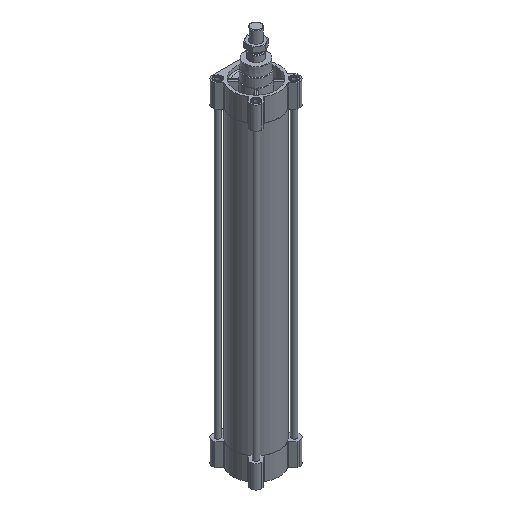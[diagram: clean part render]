
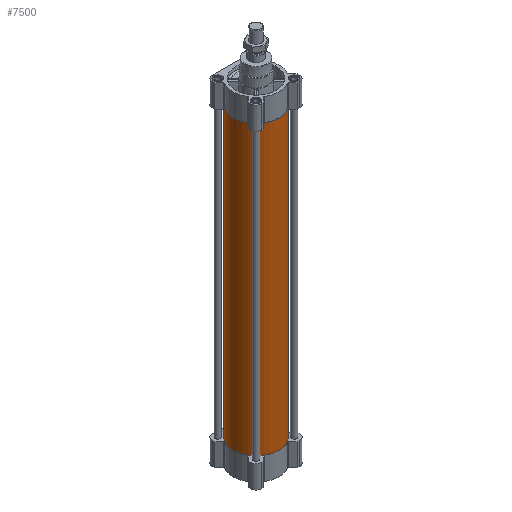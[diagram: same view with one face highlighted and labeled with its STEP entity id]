
A CAD part, isometric view. The second image highlights one B-rep face of the part: STEP entity #7500.
In plain terms, the highlighted cylindrical face has radius 43 mm (diameter 86 mm), a full revolution.
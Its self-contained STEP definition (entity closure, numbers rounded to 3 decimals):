
#999=CIRCLE('',#7988,43.);
#1004=CIRCLE('',#7998,43.);
#1608=ORIENTED_EDGE('',*,*,#2965,.F.);
#1609=ORIENTED_EDGE('',*,*,#2960,.F.);
#2960=EDGE_CURVE('',#3643,#3643,#999,.T.);
#2965=EDGE_CURVE('',#3648,#3648,#1004,.F.);
#3643=VERTEX_POINT('',#11128);
#3648=VERTEX_POINT('',#11143);
#4188=EDGE_LOOP('',(#1608));
#4189=EDGE_LOOP('',(#1609));
#4685=FACE_BOUND('',#4188,.T.);
#4686=FACE_BOUND('',#4189,.T.);
#5104=CYLINDRICAL_SURFACE('',#7997,43.);
#7500=ADVANCED_FACE('',(#4685,#4686),#5104,.T.);
#7988=AXIS2_PLACEMENT_3D('',#11127,#8890,#8891);
#7997=AXIS2_PLACEMENT_3D('',#11141,#8908,#8909);
#7998=AXIS2_PLACEMENT_3D('',#11142,#8910,#8911);
#8890=DIRECTION('',(0.,0.,1.));
#8891=DIRECTION('',(1.,0.,0.));
#8908=DIRECTION('',(0.,0.,1.));
#8909=DIRECTION('',(1.,0.,0.));
#8910=DIRECTION('',(0.,0.,1.));
#8911=DIRECTION('',(1.,0.,0.));
#11127=CARTESIAN_POINT('',(0.,0.,-43.));
#11128=CARTESIAN_POINT('',(43.,0.,-43.));
#11141=CARTESIAN_POINT('',(0.,0.,-585.));
#11142=CARTESIAN_POINT('',(0.,0.,-585.));
#11143=CARTESIAN_POINT('',(43.,0.,-585.));
